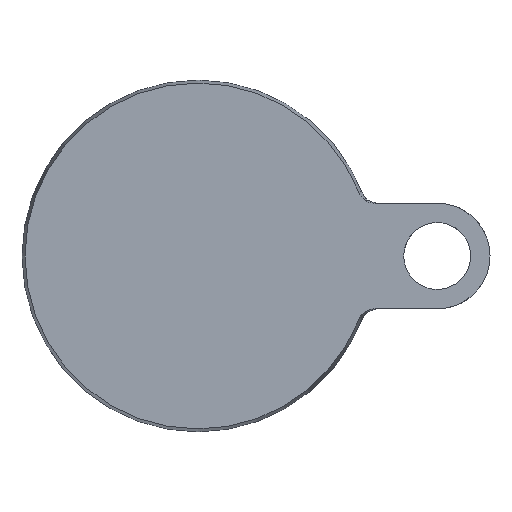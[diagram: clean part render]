
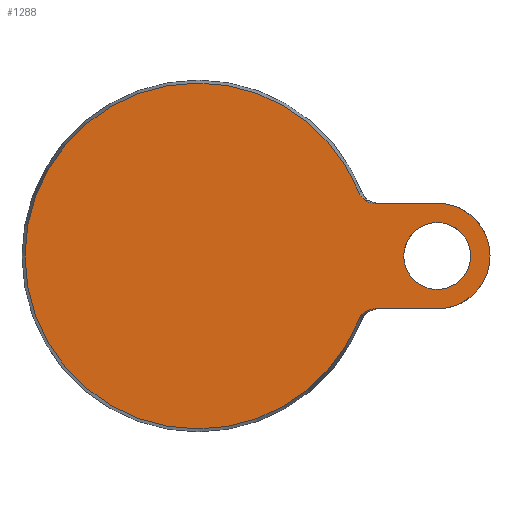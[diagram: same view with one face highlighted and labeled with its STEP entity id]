
A CAD part, front view. The second image highlights one B-rep face of the part: STEP entity #1288.
In plain terms, the highlighted planar face has unit normal (0, -1, 0).
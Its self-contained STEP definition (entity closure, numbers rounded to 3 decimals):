
#11 = CARTESIAN_POINT ( 'NONE',  ( 46.751, 0., 16.495 ) ) ;
#20 = CARTESIAN_POINT ( 'NONE',  ( 68., 0., 0. ) ) ;
#28 = DIRECTION ( 'NONE',  ( 0., 0., -1. ) ) ;
#37 = LINE ( 'NONE', #461, #96 ) ;
#56 = CIRCLE ( 'NONE', #1357, 49.143 ) ;
#61 = DIRECTION ( 'NONE',  ( 0., -1., 0. ) ) ;
#65 = EDGE_CURVE ( 'NONE', #312, #212, #56, .T. ) ;
#72 = CARTESIAN_POINT ( 'NONE',  ( 49.363, 0., -15.093 ) ) ;
#96 = VECTOR ( 'NONE', #684, 1000. ) ;
#104 = CARTESIAN_POINT ( 'NONE',  ( 68., 0., 0. ) ) ;
#116 = VERTEX_POINT ( 'NONE', #615 ) ;
#121 = CARTESIAN_POINT ( 'NONE',  ( 45.848, 0., 17.699 ) ) ;
#127 = B_SPLINE_CURVE_WITH_KNOTS ( 'NONE', 3,
 ( #401, #1152, #1020, #1373, #1130, #1349, #177, #511, #189, #922, #394, #704, #72, #935, #825, #410 ),
 .UNSPECIFIED., .F., .F.,
 ( 4, 2, 2, 2, 2, 2, 2, 4 ),
 ( 0., 0.001, 0.002, 0.003, 0.004, 0.004, 0.005, 0.006 ),
 .UNSPECIFIED. ) ;
#146 = DIRECTION ( 'NONE',  ( 0., -1., 0. ) ) ;
#156 = EDGE_CURVE ( 'NONE', #791, #116, #276, .T. ) ;
#163 = CARTESIAN_POINT ( 'NONE',  ( 0., 0., 0. ) ) ;
#172 = DIRECTION ( 'NONE',  ( 0., 0., -1. ) ) ;
#177 = CARTESIAN_POINT ( 'NONE',  ( 47.314, 0., -16.005 ) ) ;
#180 = ORIENTED_EDGE ( 'NONE', *, *, #156, .T. ) ;
#189 = CARTESIAN_POINT ( 'NONE',  ( 47.952, 0., -15.6 ) ) ;
#199 = ORIENTED_EDGE ( 'NONE', *, *, #65, .T. ) ;
#207 = CIRCLE ( 'NONE', #896, 49.143 ) ;
#212 = VERTEX_POINT ( 'NONE', #750 ) ;
#218 = CARTESIAN_POINT ( 'NONE',  ( 48.644, 0., 15.292 ) ) ;
#230 = AXIS2_PLACEMENT_3D ( 'NONE', #1273, #728, #1362 ) ;
#248 = EDGE_CURVE ( 'NONE', #1106, #1155, #386, .T. ) ;
#276 = CIRCLE ( 'NONE', #230, 9.5 ) ;
#307 = ORIENTED_EDGE ( 'NONE', *, *, #951, .T. ) ;
#312 = VERTEX_POINT ( 'NONE', #1299 ) ;
#313 = EDGE_CURVE ( 'NONE', #1155, #1232, #867, .T. ) ;
#331 = ORIENTED_EDGE ( 'NONE', *, *, #842, .F. ) ;
#364 = AXIS2_PLACEMENT_3D ( 'NONE', #589, #934, #1023 ) ;
#386 = CIRCLE ( 'NONE', #1307, 15. ) ;
#394 = CARTESIAN_POINT ( 'NONE',  ( 48.637, 0., -15.295 ) ) ;
#401 = CARTESIAN_POINT ( 'NONE',  ( 45.66, 0., -18.169 ) ) ;
#410 = CARTESIAN_POINT ( 'NONE',  ( 50.366, 0., -15. ) ) ;
#416 = CARTESIAN_POINT ( 'NONE',  ( 49.366, 0., 15.074 ) ) ;
#421 = CARTESIAN_POINT ( 'NONE',  ( 49.86, 0., 15. ) ) ;
#438 = CARTESIAN_POINT ( 'NONE',  ( 47.322, 0., 16. ) ) ;
#448 = CIRCLE ( 'NONE', #1238, 9.5 ) ;
#461 = CARTESIAN_POINT ( 'NONE',  ( 15., 0., 15. ) ) ;
#486 = FACE_OUTER_BOUND ( 'NONE', #1107, .T. ) ;
#505 = DIRECTION ( 'NONE',  ( 0., 0., -1. ) ) ;
#511 = CARTESIAN_POINT ( 'NONE',  ( 47.73, 0., -15.726 ) ) ;
#524 = ORIENTED_EDGE ( 'NONE', *, *, #1120, .T. ) ;
#530 = CARTESIAN_POINT ( 'NONE',  ( 46.58, 0., 16.677 ) ) ;
#541 = CARTESIAN_POINT ( 'NONE',  ( 45.66, 0., 18.169 ) ) ;
#545 = DIRECTION ( 'NONE',  ( 0., 0., 1. ) ) ;
#548 = DIRECTION ( 'NONE',  ( 0., 1., 0. ) ) ;
#589 = CARTESIAN_POINT ( 'NONE',  ( -49.143, 0., 0. ) ) ;
#615 = CARTESIAN_POINT ( 'NONE',  ( 68., 0., -9.5 ) ) ;
#626 = CARTESIAN_POINT ( 'NONE',  ( 50.366, 0., 15. ) ) ;
#653 = DIRECTION ( 'NONE',  ( 0., 0., -1. ) ) ;
#660 = CARTESIAN_POINT ( 'NONE',  ( 68., 0., 9.5 ) ) ;
#674 = VERTEX_POINT ( 'NONE', #952 ) ;
#675 = CARTESIAN_POINT ( 'NONE',  ( 45.66, 0., 18.169 ) ) ;
#684 = DIRECTION ( 'NONE',  ( 1., 0., 0. ) ) ;
#702 = EDGE_CURVE ( 'NONE', #776, #1221, #819, .T. ) ;
#703 = PLANE ( 'NONE',  #364 ) ;
#704 = CARTESIAN_POINT ( 'NONE',  ( 49.116, 0., -15.149 ) ) ;
#728 = DIRECTION ( 'NONE',  ( 0., 1., 0. ) ) ;
#730 = CARTESIAN_POINT ( 'NONE',  ( 47.122, 0., 16.157 ) ) ;
#746 = CARTESIAN_POINT ( 'NONE',  ( 68., 0., 15. ) ) ;
#750 = CARTESIAN_POINT ( 'NONE',  ( 0., 0., -49.143 ) ) ;
#755 = DIRECTION ( 'NONE',  ( -1., 0., 0. ) ) ;
#776 = VERTEX_POINT ( 'NONE', #873 ) ;
#780 = CARTESIAN_POINT ( 'NONE',  ( 50.366, 0., -15. ) ) ;
#782 = ORIENTED_EDGE ( 'NONE', *, *, #313, .F. ) ;
#791 = VERTEX_POINT ( 'NONE', #660 ) ;
#818 = EDGE_LOOP ( 'NONE', ( #1331, #180 ) ) ;
#819 = B_SPLINE_CURVE_WITH_KNOTS ( 'NONE', 3,
 ( #626, #421, #416, #218, #839, #1194, #1276, #438, #730, #11, #530, #1166, #121, #541 ),
 .UNSPECIFIED., .F., .F.,
 ( 4, 2, 2, 2, 2, 2, 4 ),
 ( 0., 0.001, 0.002, 0.003, 0.004, 0.004, 0.006 ),
 .UNSPECIFIED. ) ;
#824 = EDGE_CURVE ( 'NONE', #1221, #312, #1354, .T. ) ;
#825 = CARTESIAN_POINT ( 'NONE',  ( 50.113, 0., -15. ) ) ;
#830 = AXIS2_PLACEMENT_3D ( 'NONE', #163, #61, #172 ) ;
#839 = CARTESIAN_POINT ( 'NONE',  ( 48.407, 0., 15.384 ) ) ;
#842 = EDGE_CURVE ( 'NONE', #776, #1106, #37, .T. ) ;
#867 = LINE ( 'NONE', #954, #872 ) ;
#872 = VECTOR ( 'NONE', #755, 1000. ) ;
#873 = CARTESIAN_POINT ( 'NONE',  ( 50.366, 0., 15. ) ) ;
#896 = AXIS2_PLACEMENT_3D ( 'NONE', #944, #146, #28 ) ;
#922 = CARTESIAN_POINT ( 'NONE',  ( 48.405, 0., -15.385 ) ) ;
#932 = ORIENTED_EDGE ( 'NONE', *, *, #248, .F. ) ;
#933 = CARTESIAN_POINT ( 'NONE',  ( 0., 0., 0. ) ) ;
#934 = DIRECTION ( 'NONE',  ( 0., 1., 0. ) ) ;
#935 = CARTESIAN_POINT ( 'NONE',  ( 49.862, 0., -15.019 ) ) ;
#944 = CARTESIAN_POINT ( 'NONE',  ( 0., 0., 0. ) ) ;
#951 = EDGE_CURVE ( 'NONE', #674, #1232, #127, .T. ) ;
#952 = CARTESIAN_POINT ( 'NONE',  ( 45.66, 0., -18.169 ) ) ;
#954 = CARTESIAN_POINT ( 'NONE',  ( 15., 0., -15. ) ) ;
#1020 = CARTESIAN_POINT ( 'NONE',  ( 46.1, 0., -17.269 ) ) ;
#1023 = DIRECTION ( 'NONE',  ( 0., 0., 1. ) ) ;
#1030 = DIRECTION ( 'NONE',  ( 0., -1., 0. ) ) ;
#1090 = EDGE_CURVE ( 'NONE', #116, #791, #448, .T. ) ;
#1106 = VERTEX_POINT ( 'NONE', #746 ) ;
#1107 = EDGE_LOOP ( 'NONE', ( #331, #1161, #1207, #199, #524, #307, #782, #932 ) ) ;
#1120 = EDGE_CURVE ( 'NONE', #212, #674, #207, .T. ) ;
#1130 = CARTESIAN_POINT ( 'NONE',  ( 46.749, 0., -16.497 ) ) ;
#1152 = CARTESIAN_POINT ( 'NONE',  ( 45.848, 0., -17.699 ) ) ;
#1155 = VERTEX_POINT ( 'NONE', #1319 ) ;
#1161 = ORIENTED_EDGE ( 'NONE', *, *, #702, .T. ) ;
#1166 = CARTESIAN_POINT ( 'NONE',  ( 46.108, 0., 17.258 ) ) ;
#1194 = CARTESIAN_POINT ( 'NONE',  ( 47.955, 0., 15.598 ) ) ;
#1207 = ORIENTED_EDGE ( 'NONE', *, *, #824, .T. ) ;
#1221 = VERTEX_POINT ( 'NONE', #675 ) ;
#1232 = VERTEX_POINT ( 'NONE', #780 ) ;
#1238 = AXIS2_PLACEMENT_3D ( 'NONE', #104, #1301, #545 ) ;
#1246 = FACE_BOUND ( 'NONE', #818, .T. ) ;
#1273 = CARTESIAN_POINT ( 'NONE',  ( 68., 0., 0. ) ) ;
#1276 = CARTESIAN_POINT ( 'NONE',  ( 47.738, 0., 15.721 ) ) ;
#1288 = ADVANCED_FACE ( 'NONE', ( #486, #1246 ), #703, .F. ) ;
#1299 = CARTESIAN_POINT ( 'NONE',  ( 0., 0., 49.143 ) ) ;
#1301 = DIRECTION ( 'NONE',  ( 0., 1., 0. ) ) ;
#1307 = AXIS2_PLACEMENT_3D ( 'NONE', #20, #548, #653 ) ;
#1319 = CARTESIAN_POINT ( 'NONE',  ( 68., 0., -15. ) ) ;
#1331 = ORIENTED_EDGE ( 'NONE', *, *, #1090, .T. ) ;
#1349 = CARTESIAN_POINT ( 'NONE',  ( 47.118, 0., -16.16 ) ) ;
#1354 = CIRCLE ( 'NONE', #830, 49.143 ) ;
#1357 = AXIS2_PLACEMENT_3D ( 'NONE', #933, #1030, #505 ) ;
#1362 = DIRECTION ( 'NONE',  ( 0., 0., 1. ) ) ;
#1373 = CARTESIAN_POINT ( 'NONE',  ( 46.575, 0., -16.681 ) ) ;
